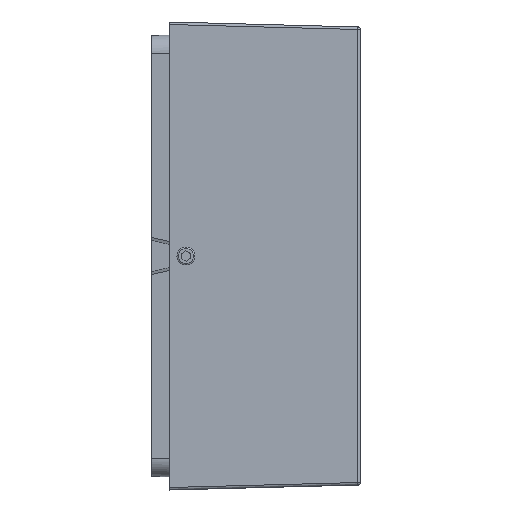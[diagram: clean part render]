
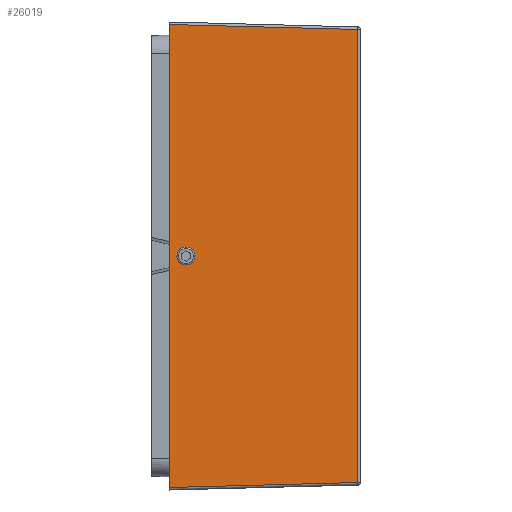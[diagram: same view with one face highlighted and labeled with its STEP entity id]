
A CAD part, front view. The second image highlights one B-rep face of the part: STEP entity #26019.
In plain terms, the highlighted planar face has unit normal (0.026, -1, 0).
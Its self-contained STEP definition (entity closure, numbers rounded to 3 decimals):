
#20 = LINE ( 'NONE', #31603, #28318 ) ;
#31 = EDGE_LOOP ( 'NONE', ( #25164, #5400 ) ) ;
#711 = ORIENTED_EDGE ( 'NONE', *, *, #16663, .T. ) ;
#1042 = EDGE_CURVE ( 'NONE', #18650, #13240, #30490, .T. ) ;
#2726 = EDGE_CURVE ( 'NONE', #40070, #15139, #3047, .T. ) ;
#3047 = LINE ( 'NONE', #24261, #5837 ) ;
#5076 = AXIS2_PLACEMENT_3D ( 'NONE', #18247, #25157, #34352 ) ;
#5400 = ORIENTED_EDGE ( 'NONE', *, *, #1042, .F. ) ;
#5837 = VECTOR ( 'NONE', #36706, 1000. ) ;
#6331 = CARTESIAN_POINT ( 'NONE',  ( 0., -65., 65. ) ) ;
#6932 = FACE_OUTER_BOUND ( 'NONE', #13638, .T. ) ;
#7131 = DIRECTION ( 'NONE',  ( 1., 0.026, 0. ) ) ;
#7429 = VECTOR ( 'NONE', #22605, 1000. ) ;
#10172 = LINE ( 'NONE', #37894, #7429 ) ;
#10689 = DIRECTION ( 'NONE',  ( 0.999, 0.026, 0.026 ) ) ;
#11177 = VECTOR ( 'NONE', #10689, 1000. ) ;
#11278 = VERTEX_POINT ( 'NONE', #20880 ) ;
#13240 = VERTEX_POINT ( 'NONE', #15053 ) ;
#13375 = CARTESIAN_POINT ( 'NONE',  ( 4.498, -64.882, 0. ) ) ;
#13638 = EDGE_LOOP ( 'NONE', ( #711, #19502, #26210, #27794 ) ) ;
#14379 = EDGE_CURVE ( 'NONE', #15139, #11278, #10172, .T. ) ;
#15053 = CARTESIAN_POINT ( 'NONE',  ( 6.598, -64.827, 0. ) ) ;
#15139 = VERTEX_POINT ( 'NONE', #16368 ) ;
#16368 = CARTESIAN_POINT ( 'NONE',  ( 0., -65., 64.3 ) ) ;
#16627 = CARTESIAN_POINT ( 'NONE',  ( 3.381, -64.911, -64.212 ) ) ;
#16663 = EDGE_CURVE ( 'NONE', #34246, #40070, #20, .T. ) ;
#18247 = CARTESIAN_POINT ( 'NONE',  ( 4.498, -64.882, 0. ) ) ;
#18650 = VERTEX_POINT ( 'NONE', #34748 ) ;
#19502 = ORIENTED_EDGE ( 'NONE', *, *, #2726, .T. ) ;
#20880 = CARTESIAN_POINT ( 'NONE',  ( 0., -65., -64.3 ) ) ;
#22453 = FACE_BOUND ( 'NONE', #31, .T. ) ;
#22605 = DIRECTION ( 'NONE',  ( 0., 0., -1. ) ) ;
#22723 = DIRECTION ( 'NONE',  ( 1., 0.026, 0. ) ) ;
#24261 = CARTESIAN_POINT ( 'NONE',  ( -0.018, -65., 64.301 ) ) ;
#24352 = EDGE_CURVE ( 'NONE', #13240, #18650, #27318, .T. ) ;
#24969 = LINE ( 'NONE', #16627, #11177 ) ;
#25157 = DIRECTION ( 'NONE',  ( 0.026, -1., 0. ) ) ;
#25164 = ORIENTED_EDGE ( 'NONE', *, *, #24352, .F. ) ;
#25382 = AXIS2_PLACEMENT_3D ( 'NONE', #6331, #35101, #7131 ) ;
#25387 = AXIS2_PLACEMENT_3D ( 'NONE', #13375, #28634, #22723 ) ;
#25701 = PLANE ( 'NONE',  #25382 ) ;
#26019 = ADVANCED_FACE ( 'NONE', ( #22453, #6932 ), #25701, .T. ) ;
#26210 = ORIENTED_EDGE ( 'NONE', *, *, #14379, .T. ) ;
#27318 = CIRCLE ( 'NONE', #25387, 2.1 ) ;
#27794 = ORIENTED_EDGE ( 'NONE', *, *, #37427, .T. ) ;
#28241 = CARTESIAN_POINT ( 'NONE',  ( 52.318, -63.63, 62.93 ) ) ;
#28318 = VECTOR ( 'NONE', #34469, 1000. ) ;
#28634 = DIRECTION ( 'NONE',  ( 0.026, -1., 0. ) ) ;
#30490 = CIRCLE ( 'NONE', #5076, 2.1 ) ;
#31603 = CARTESIAN_POINT ( 'NONE',  ( 52.318, -63.63, 63.612 ) ) ;
#34246 = VERTEX_POINT ( 'NONE', #35586 ) ;
#34352 = DIRECTION ( 'NONE',  ( 1., 0.026, 0. ) ) ;
#34469 = DIRECTION ( 'NONE',  ( 0., 0., 1. ) ) ;
#34748 = CARTESIAN_POINT ( 'NONE',  ( 2.399, -64.937, 0. ) ) ;
#35101 = DIRECTION ( 'NONE',  ( 0.026, -1., 0. ) ) ;
#35586 = CARTESIAN_POINT ( 'NONE',  ( 52.318, -63.63, -62.93 ) ) ;
#36706 = DIRECTION ( 'NONE',  ( -0.999, -0.026, 0.026 ) ) ;
#37427 = EDGE_CURVE ( 'NONE', #11278, #34246, #24969, .T. ) ;
#37894 = CARTESIAN_POINT ( 'NONE',  ( 0., -65., 65. ) ) ;
#40070 = VERTEX_POINT ( 'NONE', #28241 ) ;
